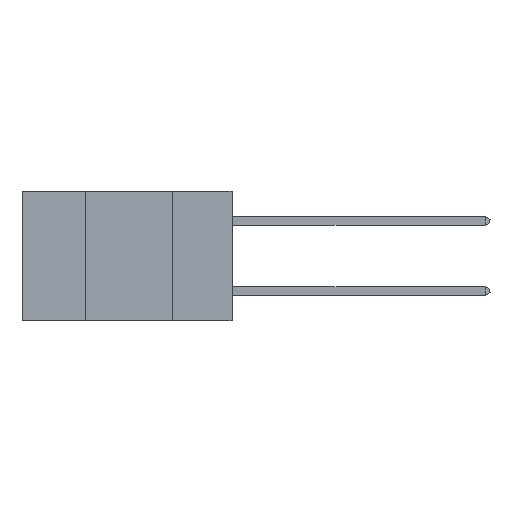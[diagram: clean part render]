
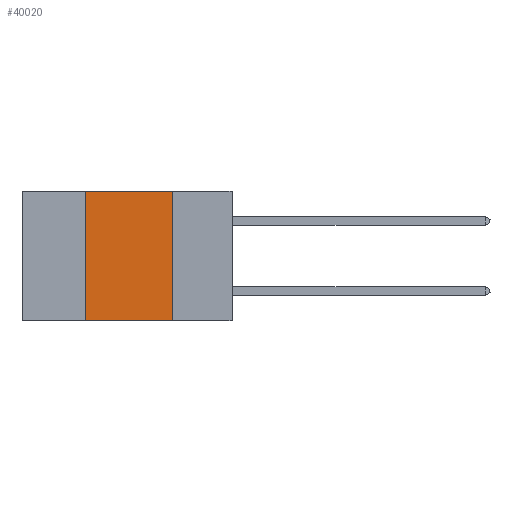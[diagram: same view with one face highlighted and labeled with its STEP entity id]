
A CAD part, left-side view. The second image highlights one B-rep face of the part: STEP entity #40020.
In plain terms, the highlighted planar face has unit normal (-1, 0, 0).
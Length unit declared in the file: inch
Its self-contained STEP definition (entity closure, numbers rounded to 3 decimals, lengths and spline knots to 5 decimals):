
#2053 = FACE_OUTER_BOUND ( 'NONE', #43007, .T. ) ;
#2877 = VECTOR ( 'NONE', #40937, 39.37008 ) ;
#5122 = VERTEX_POINT ( 'NONE', #36794 ) ;
#5625 = VECTOR ( 'NONE', #19535, 39.37008 ) ;
#6181 = DIRECTION ( 'NONE',  ( 0., -1., 0. ) ) ;
#7107 = DIRECTION ( 'NONE',  ( 0., 0., -1. ) ) ;
#7352 = VECTOR ( 'NONE', #6181, 39.37008 ) ;
#7749 = CARTESIAN_POINT ( 'NONE',  ( 0., 0.17, 0. ) ) ;
#8526 = CARTESIAN_POINT ( 'NONE',  ( 0., 0.17, 0. ) ) ;
#10122 = CARTESIAN_POINT ( 'NONE',  ( 0., 0.6, 0. ) ) ;
#10261 = ORIENTED_EDGE ( 'NONE', *, *, #12813, .T. ) ;
#11490 = CARTESIAN_POINT ( 'NONE',  ( 0., 0.17, -0.37 ) ) ;
#11665 = LINE ( 'NONE', #13253, #7352 ) ;
#12813 = EDGE_CURVE ( 'NONE', #5122, #33673, #11665, .T. ) ;
#13253 = CARTESIAN_POINT ( 'NONE',  ( 0., 0.6, -0.37 ) ) ;
#13475 = CARTESIAN_POINT ( 'NONE',  ( 0., 0.6, 0. ) ) ;
#13936 = EDGE_CURVE ( 'NONE', #22178, #33673, #17421, .T. ) ;
#16110 = CARTESIAN_POINT ( 'NONE',  ( 0., 0.42, 0. ) ) ;
#17421 = LINE ( 'NONE', #8526, #42660 ) ;
#19535 = DIRECTION ( 'NONE',  ( 0., 0., 1. ) ) ;
#19599 = ORIENTED_EDGE ( 'NONE', *, *, #33364, .F. ) ;
#22178 = VERTEX_POINT ( 'NONE', #7749 ) ;
#23909 = AXIS2_PLACEMENT_3D ( 'NONE', #10122, #41333, #7107 ) ;
#25548 = CARTESIAN_POINT ( 'NONE',  ( 0., 0.42, 0. ) ) ;
#26819 = VERTEX_POINT ( 'NONE', #25548 ) ;
#30024 = EDGE_CURVE ( 'NONE', #5122, #26819, #31441, .T. ) ;
#31441 = LINE ( 'NONE', #16110, #5625 ) ;
#32439 = LINE ( 'NONE', #13475, #2877 ) ;
#33364 = EDGE_CURVE ( 'NONE', #26819, #22178, #32439, .T. ) ;
#33673 = VERTEX_POINT ( 'NONE', #11490 ) ;
#34181 = ORIENTED_EDGE ( 'NONE', *, *, #13936, .F. ) ;
#36294 = DIRECTION ( 'NONE',  ( 0., 0., -1. ) ) ;
#36794 = CARTESIAN_POINT ( 'NONE',  ( 0., 0.42, -0.37 ) ) ;
#37878 = PLANE ( 'NONE',  #23909 ) ;
#40020 = ADVANCED_FACE ( 'NONE', ( #2053 ), #37878, .F. ) ;
#40937 = DIRECTION ( 'NONE',  ( 0., -1., 0. ) ) ;
#41333 = DIRECTION ( 'NONE',  ( 1., 0., 0. ) ) ;
#42660 = VECTOR ( 'NONE', #36294, 39.37008 ) ;
#43007 = EDGE_LOOP ( 'NONE', ( #34181, #19599, #43245, #10261 ) ) ;
#43245 = ORIENTED_EDGE ( 'NONE', *, *, #30024, .F. ) ;
